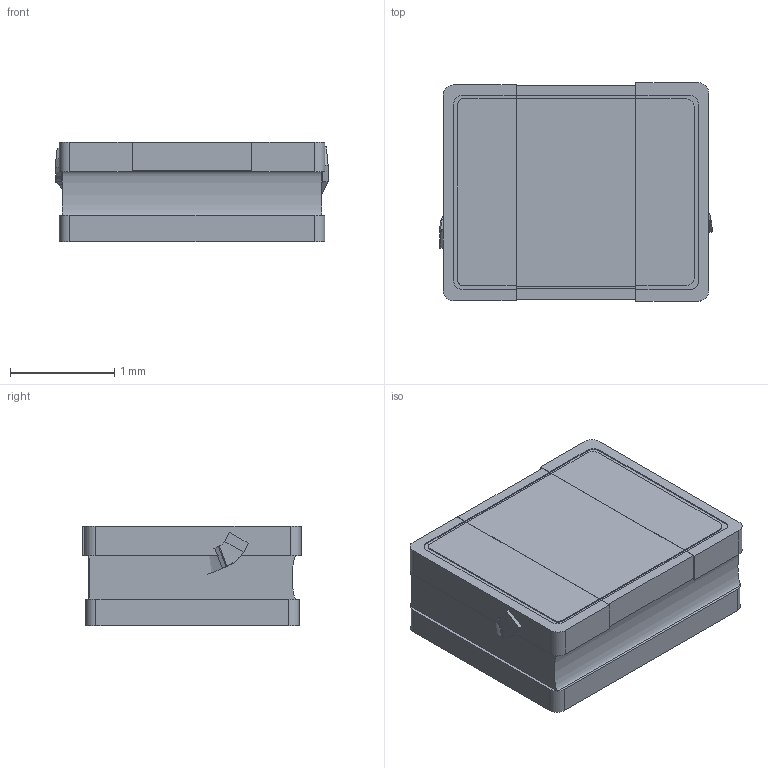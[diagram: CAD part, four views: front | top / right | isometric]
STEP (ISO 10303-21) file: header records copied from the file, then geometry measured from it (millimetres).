
FILE_DESCRIPTION(/* description */ ('Unknown'),/* implementation_level */ '2;1');
FILE_NAME(/* name */ 'AHP252010FA(上色)已塗膠',/* time_stamp */ '2017-09-10T23:19:59+08:00',/* author */ ('Unknown'),/* organization */ ('Unknown'),/* preprocessor_version */ 'ST-DEVELOPER v16.7',/* originating_system */ 'DEX',/* authorisation */ $);
FILE_SCHEMA (('AUTOMOTIVE_DESIGN {1 0 10303 214 3 1 1}'));
Length unit declared in the file: millimetre
Products named in the file (1): AHP252010FA(上色)已
Bounding box: 2.61 x 2.1 x 0.95 mm (x, y, z)
Surface area: 72.3 mm2
Topology: 13 solids, 13 shells, 179 faces, 427 edges, 276 vertices
Faces by surface type: plane 120, cylinder 36, bspline 23
Entity records: 7194 total; most frequent: CARTESIAN_POINT 2509, ORIENTED_EDGE 852, DIRECTION 822, EDGE_CURVE 426, LINE 320, VECTOR 320, VERTEX_POINT 276, AXIS2_PLACEMENT_3D 251
